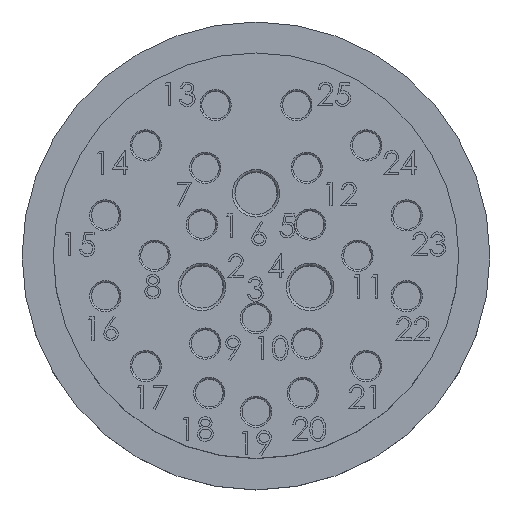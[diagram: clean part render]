
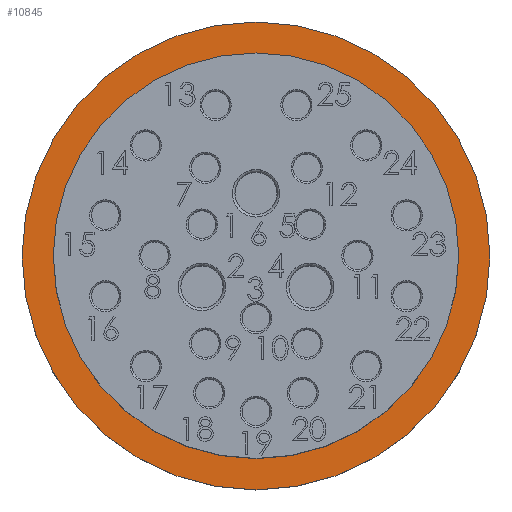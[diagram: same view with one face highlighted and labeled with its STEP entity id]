
A CAD part, top view. The second image highlights one B-rep face of the part: STEP entity #10845.
In plain terms, the highlighted planar face has unit normal (0, 0, 1).
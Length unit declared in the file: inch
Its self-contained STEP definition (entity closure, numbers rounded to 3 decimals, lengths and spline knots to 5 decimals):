
#2387=PLANE($,#11770);
#3058=FACE_BOUND($,#4222,.T.);
#3264=FACE_OUTER_BOUND($,#4221,.T.);
#4221=EDGE_LOOP($,(#8342));
#4222=EDGE_LOOP($,(#8343));
#4959=CIRCLE($,#11741,0.9375);
#4960=CIRCLE($,#11743,0.8125);
#5178=VERTEX_POINT($,#14970);
#5179=VERTEX_POINT($,#14973);
#6257=EDGE_CURVE($,#5178,#5178,#4959,.T.);
#6258=EDGE_CURVE($,#5179,#5179,#4960,.T.);
#8342=ORIENTED_EDGE($,*,*,#6257,.T.);
#8343=ORIENTED_EDGE($,*,*,#6258,.F.);
#10845=ADVANCED_FACE($,(#3264,#3058),#2387,.F.);
#11741=AXIS2_PLACEMENT_3D($,#14971,#12837,#12838);
#11743=AXIS2_PLACEMENT_3D($,#14974,#12841,#12842);
#11770=AXIS2_PLACEMENT_3D($,#18336,#13108,#13109);
#12837=DIRECTION('center_axis',(0.,0.,1.));
#12838=DIRECTION('ref_axis',(1.,0.,0.));
#12841=DIRECTION('center_axis',(0.,0.,1.));
#12842=DIRECTION('ref_axis',(1.,0.,0.));
#13108=DIRECTION('center_axis',(0.,0.,-1.));
#13109=DIRECTION('ref_axis',(-1.,0.,0.));
#14970=CARTESIAN_POINT('',(0.9375,0.,2.5));
#14971=CARTESIAN_POINT('Origin',(0.,0.,2.5));
#14973=CARTESIAN_POINT('',(0.8125,0.,2.5));
#14974=CARTESIAN_POINT('Origin',(0.,0.,2.5));
#18336=CARTESIAN_POINT('Origin',(0.,0.8125,2.5));
